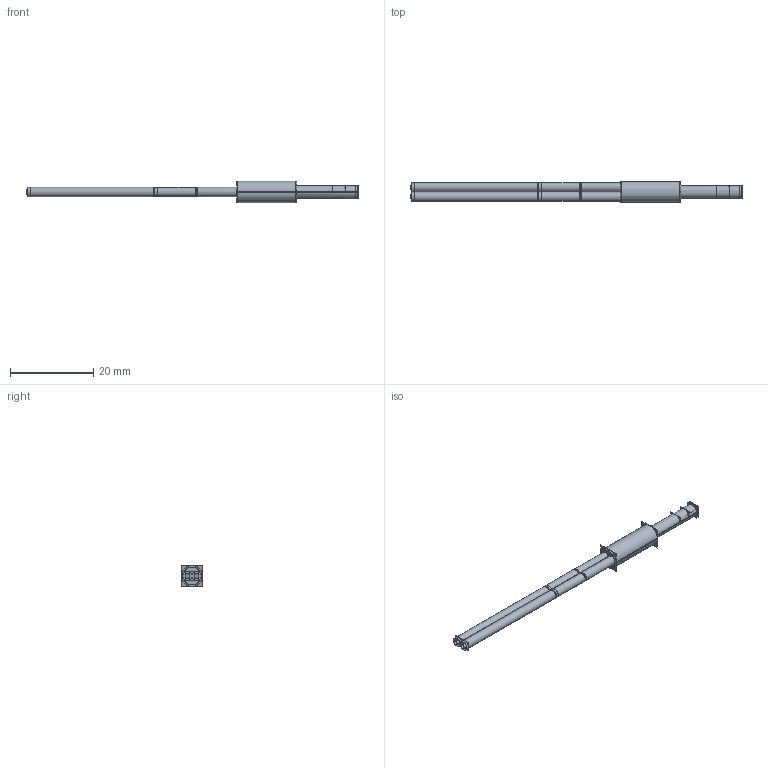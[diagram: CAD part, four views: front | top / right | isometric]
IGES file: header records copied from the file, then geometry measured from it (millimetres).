
Start section:  PTC IGES file: 194001.igs
Global section: file name: 194001.igs; native system: Creo Parametric by Parametric Technology Corporation; preprocessor: 2013230; author: PDMAdmin; organization: Unknown; date: 20160323.124636; units: millimetre
Bounding box: 79.97 x 5.28 x 5.28 mm (x, y, z)
Volume: 589.5 mm3; surface area: 9258.2 mm2
Topology: 8 solids, 8 shells, 232 faces, 1104 edges, 1387 vertices
Faces by surface type: revolution 128, bspline 104
